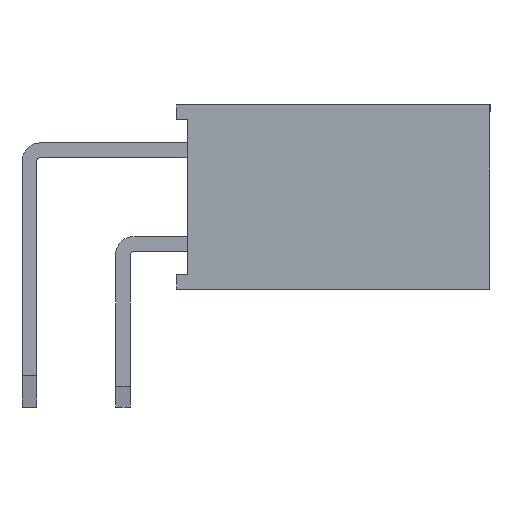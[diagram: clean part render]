
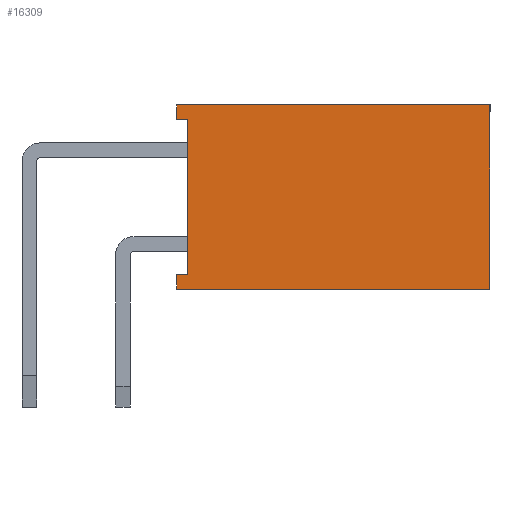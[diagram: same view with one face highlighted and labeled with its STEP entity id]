
A CAD part, left-side view. The second image highlights one B-rep face of the part: STEP entity #16309.
In plain terms, the highlighted planar face has unit normal (-1, 0, 0).
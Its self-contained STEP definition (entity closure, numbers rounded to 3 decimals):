
#375 = VECTOR ( 'NONE', #18677, 1000. ) ;
#416 = DIRECTION ( 'NONE',  ( 0., 0., -1. ) ) ;
#648 = EDGE_LOOP ( 'NONE', ( #10954, #6751, #14113, #19195, #11643, #23759, #7644, #12830 ) ) ;
#1606 = DIRECTION ( 'NONE',  ( 1., 0., 0. ) ) ;
#1759 = DIRECTION ( 'NONE',  ( 0., 0., -1. ) ) ;
#2236 = LINE ( 'NONE', #18134, #14334 ) ;
#2578 = CARTESIAN_POINT ( 'NONE',  ( -19.35, 0., -2.5 ) ) ;
#2611 = VERTEX_POINT ( 'NONE', #6483 ) ;
#2729 = VERTEX_POINT ( 'NONE', #18199 ) ;
#2774 = VECTOR ( 'NONE', #27826, 1000. ) ;
#3237 = EDGE_CURVE ( 'NONE', #27446, #2611, #14007, .T. ) ;
#3617 = EDGE_CURVE ( 'NONE', #2611, #8955, #24662, .T. ) ;
#4506 = DIRECTION ( 'NONE',  ( 0., 0., -1. ) ) ;
#4565 = EDGE_CURVE ( 'NONE', #25886, #23428, #25217, .T. ) ;
#5782 = DIRECTION ( 'NONE',  ( 0., 0., -1. ) ) ;
#6061 = VERTEX_POINT ( 'NONE', #16786 ) ;
#6483 = CARTESIAN_POINT ( 'NONE',  ( -19.35, 0., 2.1 ) ) ;
#6751 = ORIENTED_EDGE ( 'NONE', *, *, #8364, .T. ) ;
#7436 = CARTESIAN_POINT ( 'NONE',  ( -19.35, -8.5, 2.5 ) ) ;
#7644 = ORIENTED_EDGE ( 'NONE', *, *, #3237, .T. ) ;
#8364 = EDGE_CURVE ( 'NONE', #2729, #25886, #21522, .T. ) ;
#8394 = EDGE_CURVE ( 'NONE', #20012, #6061, #22245, .T. ) ;
#8955 = VERTEX_POINT ( 'NONE', #19735 ) ;
#9317 = DIRECTION ( 'NONE',  ( 0., -1., 0. ) ) ;
#9420 = VECTOR ( 'NONE', #17671, 1000. ) ;
#10954 = ORIENTED_EDGE ( 'NONE', *, *, #23533, .T. ) ;
#11643 = ORIENTED_EDGE ( 'NONE', *, *, #8394, .F. ) ;
#12447 = LINE ( 'NONE', #16392, #375 ) ;
#12830 = ORIENTED_EDGE ( 'NONE', *, *, #3617, .T. ) ;
#13311 = VECTOR ( 'NONE', #5782, 1000. ) ;
#14007 = LINE ( 'NONE', #21661, #13311 ) ;
#14113 = ORIENTED_EDGE ( 'NONE', *, *, #4565, .T. ) ;
#14334 = VECTOR ( 'NONE', #4506, 1000. ) ;
#14885 = LINE ( 'NONE', #7436, #2774 ) ;
#15193 = CARTESIAN_POINT ( 'NONE',  ( -19.35, -8.5, -2.5 ) ) ;
#15357 = CARTESIAN_POINT ( 'NONE',  ( -19.35, -0.3, -2.1 ) ) ;
#16309 = ADVANCED_FACE ( 'NONE', ( #17776 ), #26415, .F. ) ;
#16392 = CARTESIAN_POINT ( 'NONE',  ( -19.35, -8.5, -2.5 ) ) ;
#16786 = CARTESIAN_POINT ( 'NONE',  ( -19.35, -8.5, -2.5 ) ) ;
#17520 = DIRECTION ( 'NONE',  ( 0., 1., 0. ) ) ;
#17671 = DIRECTION ( 'NONE',  ( 0., 1., 0. ) ) ;
#17776 = FACE_OUTER_BOUND ( 'NONE', #648, .T. ) ;
#18134 = CARTESIAN_POINT ( 'NONE',  ( -19.35, -0.3, -2.1 ) ) ;
#18199 = CARTESIAN_POINT ( 'NONE',  ( -19.35, -0.3, -2.1 ) ) ;
#18381 = CARTESIAN_POINT ( 'NONE',  ( -19.35, -0.3, 2.1 ) ) ;
#18630 = VECTOR ( 'NONE', #9317, 1000. ) ;
#18677 = DIRECTION ( 'NONE',  ( 0., 1., 0. ) ) ;
#19195 = ORIENTED_EDGE ( 'NONE', *, *, #21319, .F. ) ;
#19735 = CARTESIAN_POINT ( 'NONE',  ( -19.35, -0.3, 2.1 ) ) ;
#19945 = CARTESIAN_POINT ( 'NONE',  ( -19.35, -8.5, -2.5 ) ) ;
#20012 = VERTEX_POINT ( 'NONE', #27952 ) ;
#21319 = EDGE_CURVE ( 'NONE', #6061, #23428, #12447, .T. ) ;
#21522 = LINE ( 'NONE', #15357, #9420 ) ;
#21661 = CARTESIAN_POINT ( 'NONE',  ( -19.35, 0., -2.5 ) ) ;
#22115 = CARTESIAN_POINT ( 'NONE',  ( -19.35, 0., -2.5 ) ) ;
#22245 = LINE ( 'NONE', #19945, #26810 ) ;
#23428 = VERTEX_POINT ( 'NONE', #22115 ) ;
#23533 = EDGE_CURVE ( 'NONE', #8955, #2729, #2236, .T. ) ;
#23707 = CARTESIAN_POINT ( 'NONE',  ( -19.35, 0., -2.1 ) ) ;
#23759 = ORIENTED_EDGE ( 'NONE', *, *, #24877, .T. ) ;
#24188 = AXIS2_PLACEMENT_3D ( 'NONE', #15193, #1606, #17520 ) ;
#24518 = VECTOR ( 'NONE', #416, 1000. ) ;
#24662 = LINE ( 'NONE', #18381, #18630 ) ;
#24877 = EDGE_CURVE ( 'NONE', #20012, #27446, #14885, .T. ) ;
#25217 = LINE ( 'NONE', #2578, #24518 ) ;
#25886 = VERTEX_POINT ( 'NONE', #23707 ) ;
#26173 = CARTESIAN_POINT ( 'NONE',  ( -19.35, 0., 2.5 ) ) ;
#26415 = PLANE ( 'NONE',  #24188 ) ;
#26810 = VECTOR ( 'NONE', #1759, 1000. ) ;
#27446 = VERTEX_POINT ( 'NONE', #26173 ) ;
#27826 = DIRECTION ( 'NONE',  ( 0., 1., 0. ) ) ;
#27952 = CARTESIAN_POINT ( 'NONE',  ( -19.35, -8.5, 2.5 ) ) ;
